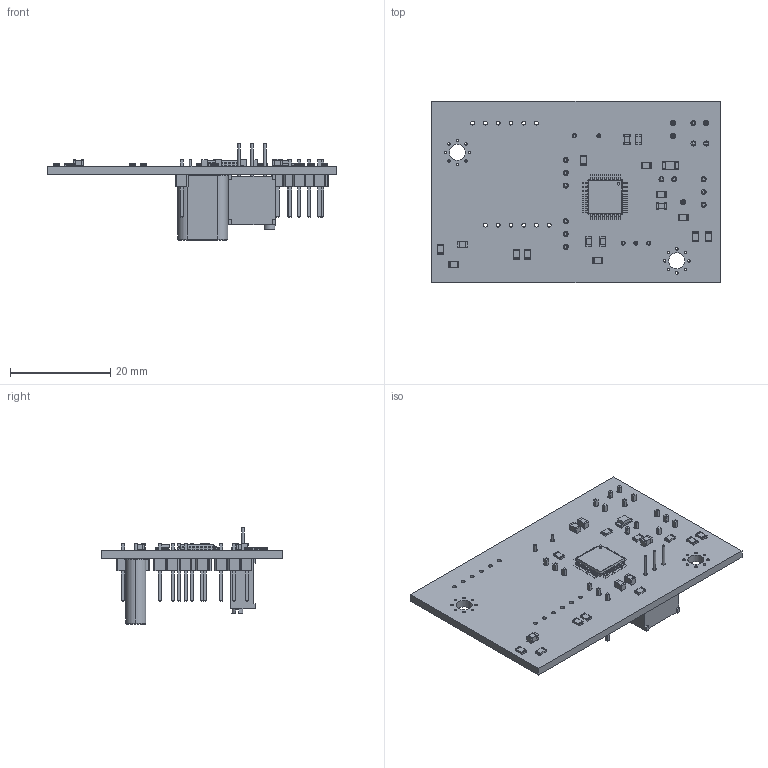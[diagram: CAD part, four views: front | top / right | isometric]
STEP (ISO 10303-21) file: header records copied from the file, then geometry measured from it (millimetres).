
FILE_DESCRIPTION(('FreeCAD Model'),'2;1');
FILE_NAME('board.step', '2020-09-18T16:44:48',('Author'),(''), 'Open CASCADE STEP processor 7.3','FreeCAD','Unknown');
FILE_SCHEMA(('AUTOMOTIVE_DESIGN { 1 0 10303 214 1 1 1 1 }'));
Length unit declared in the file: millimetre
Products named in the file (37): TorpedoZero; Board_Geoms_f1e1; Local_CS_f1e1; Pcb_f1e1; PCB_Sketch_f1e1; Step_Models_f1e1; Top_f1e1; R11_R_0805_2012Metric_5F516B74; R10_R_0805_2012Metric_5F516B63; U2_TQFP_32_7x7mm_P08mm_5F511C14; R9_R_0805_2012Metric_5F5118E0; R8_R_0805_2012Metric_5F5118CF; R7_R_0805_2012Metric_5F5118BE; R6_R_0805_2012Metric_5F5118AD; R5_R_0805_2012Metric_5F51189C; R4_R_0805_2012Metric_5F51188B; R3_R_0805_2012Metric_5F51187A; R2_R_0805_2012Metric_5F511869; R1_R_0805_2012Metric_5F511858; D1_LED_1206_3216Metric_5F5117A5; C6_C_0805_2012Metric_5F511792; C5_C_0805_2012Metric_5F511781; C4_C_0805_2012Metric_5F511770; C3_C_0805_2012Metric_5F51175F; C2_C_0805_2012Metric_5F51174E; C1_C_0805_2012Metric_5F51173D; Bot_f1e1; J6_PinHeader_1x02_P254mm_Vertical_5F51B11B; J5_PinHeader_1x02_P254mm_Vertical_5F51B105; Y1_Crystal_HC49-U_Vertical_5F511C2B; RV1_Potentiometer_Bourns_3296W_Vertical_5F5118F7; JP2_PinHeader_1x03_P254mm_Vertical_5F511847; JP1_PinHeader_1x03_P254mm_Vertical_5F511830; J4_PinHeader_1x02_P254mm_Vertical_5F511819; J3_PinHeader_1x01_P254mm_Vertical_5F511803; J2_PinHeader_1x02_P254mm_Vertical_5F5117EE; J1_PinHeader_1x03_P254mm_Vertical_5F5117D8
Assembly tree (36 placements, depth 4):
  TorpedoZero
    Board_Geoms_f1e1
      Local_CS_f1e1
      Pcb_f1e1
      PCB_Sketch_f1e1
    Step_Models_f1e1
      Top_f1e1
        R11_R_0805_2012Metric_5F516B74
        R10_R_0805_2012Metric_5F516B63
        U2_TQFP_32_7x7mm_P08mm_5F511C14
        R9_R_0805_2012Metric_5F5118E0
        R8_R_0805_2012Metric_5F5118CF
        R7_R_0805_2012Metric_5F5118BE
        R6_R_0805_2012Metric_5F5118AD
        R5_R_0805_2012Metric_5F51189C
        R4_R_0805_2012Metric_5F51188B
        R3_R_0805_2012Metric_5F51187A
        R2_R_0805_2012Metric_5F511869
        R1_R_0805_2012Metric_5F511858
        D1_LED_1206_3216Metric_5F5117A5
        C6_C_0805_2012Metric_5F511792
        C5_C_0805_2012Metric_5F511781
        C4_C_0805_2012Metric_5F511770
        C3_C_0805_2012Metric_5F51175F
        C2_C_0805_2012Metric_5F51174E
        C1_C_0805_2012Metric_5F51173D
      Bot_f1e1
        J6_PinHeader_1x02_P254mm_Vertical_5F51B11B
        J5_PinHeader_1x02_P254mm_Vertical_5F51B105
        Y1_Crystal_HC49-U_Vertical_5F511C2B
        RV1_Potentiometer_Bourns_3296W_Vertical_5F5118F7
        JP2_PinHeader_1x03_P254mm_Vertical_5F511847
        JP1_PinHeader_1x03_P254mm_Vertical_5F511830
        J4_PinHeader_1x02_P254mm_Vertical_5F511819
        J3_PinHeader_1x01_P254mm_Vertical_5F511803
        J2_PinHeader_1x02_P254mm_Vertical_5F5117EE
        J1_PinHeader_1x03_P254mm_Vertical_5F5117D8
Bounding box: 57.4 x 36.07 x 19.12 mm (x, y, z)
Volume: 4579.7 mm3; surface area: 6723.9 mm2
Topology: 30 solids, 30 shells, 1609 faces, 4121 edges, 2634 vertices
Faces by surface type: plane 1175, cylinder 366, bspline 64, torus 4
Full cylindrical faces by diameter (mm): 0.5 x19, 0.51 x3, 0.762 x12, 0.8 x5, 1 x18, 2.19 x1, 3.2 x2
Entity records: 62738 total; most frequent: CARTESIAN_POINT 11761, ORIENTED_EDGE 8234, DIRECTION 7975, EDGE_CURVE 4117, LINE 3319, VECTOR 3319, VERTEX_POINT 2626, AXIS2_PLACEMENT_3D 2328
